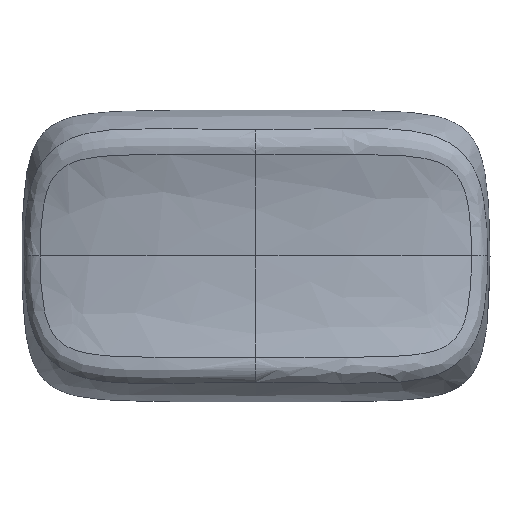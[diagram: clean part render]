
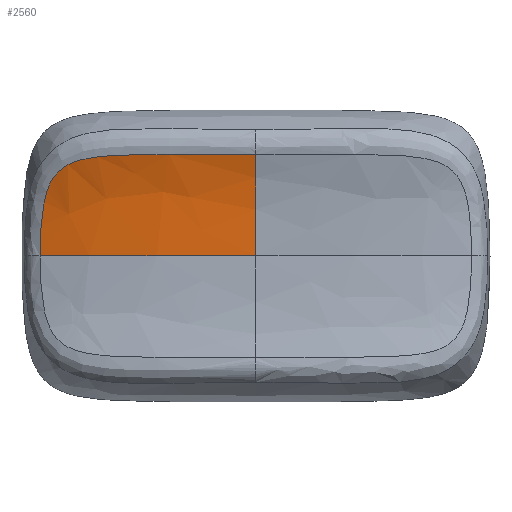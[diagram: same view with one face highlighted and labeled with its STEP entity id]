
A CAD part, top view. The second image highlights one B-rep face of the part: STEP entity #2560.
In plain terms, the highlighted free-form (B-spline) face has degree [3, 3] with [5, 6] control points.
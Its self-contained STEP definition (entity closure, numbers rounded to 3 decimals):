
#16=(
BOUNDED_CURVE()
B_SPLINE_CURVE(5,(#12843,#12844,#12845,#12846,#12847,#12848,#12849,#12850,
#12851,#12852),.UNSPECIFIED.,.F.,.F.)
B_SPLINE_CURVE_WITH_KNOTS((6,1,1,1,1,6),(0.199,0.2,0.4,0.6,
0.8,1.),.UNSPECIFIED.)
CURVE()
GEOMETRIC_REPRESENTATION_ITEM()
RATIONAL_B_SPLINE_CURVE((1.,1.,1.,1.,1.,1.,1.,1.,1.,1.))
REPRESENTATION_ITEM('')
);
#315=FACE_OUTER_BOUND('',#473,.T.);
#473=EDGE_LOOP('',(#2290,#2291,#2292));
#805=B_SPLINE_CURVE_WITH_KNOTS('',3,(#12239,#12240,#12241,#12242,#12243,
#12244,#12245,#12246,#12247,#12248,#12249,#12250,#12251,#12252,#12253,#12254,
#12255,#12256,#12257,#12258,#12259,#12260,#12261,#12262,#12263,#12264,#12265,
#12266,#12267,#12268,#12269,#12270,#12271,#12272,#12273,#12274,#12275,#12276,
#12277,#12278),.UNSPECIFIED.,.F.,.F.,(4,3,3,3,3,3,3,3,3,3,3,3,3,4),(0.,
0.234,0.351,0.41,0.469,
0.586,0.644,0.703,0.761,
0.82,0.937,1.172,1.286,1.655),
 .UNSPECIFIED.);
#825=B_SPLINE_CURVE_WITH_KNOTS('',3,(#13746,#13747,#13748,#13749,#13750,
#13751),.UNSPECIFIED.,.F.,.F.,(4,1,1,4),(0.,0.231,0.462,
0.809),.UNSPECIFIED.);
#1058=VERTEX_POINT('',#11958);
#1068=VERTEX_POINT('',#12237);
#1081=VERTEX_POINT('',#12796);
#1463=EDGE_CURVE('',#1068,#1058,#805,.T.);
#1482=EDGE_CURVE('',#1058,#1081,#16,.T.);
#1487=EDGE_CURVE('',#1081,#1068,#825,.T.);
#2290=ORIENTED_EDGE('',*,*,#1463,.F.);
#2291=ORIENTED_EDGE('',*,*,#1487,.F.);
#2292=ORIENTED_EDGE('',*,*,#1482,.F.);
#2407=B_SPLINE_SURFACE_WITH_KNOTS('',3,3,((#13716,#13717,#13718,#13719,
#13720,#13721),(#13722,#13723,#13724,#13725,#13726,#13727),(#13728,#13729,
#13730,#13731,#13732,#13733),(#13734,#13735,#13736,#13737,#13738,#13739),
(#13740,#13741,#13742,#13743,#13744,#13745)),.UNSPECIFIED.,.F.,.F.,.F.,
(4,1,4),(4,1,1,4),(0.188,0.652,1.),(0.,0.231,
0.462,0.809),.UNSPECIFIED.);
#2560=ADVANCED_FACE('',(#315),#2407,.F.);
#11958=CARTESIAN_POINT('',(0.,5.722,5.504));
#12237=CARTESIAN_POINT('',(-12.206,0.,3.684));
#12239=CARTESIAN_POINT('Ctrl Pts',(-12.206,0.,
3.684));
#12240=CARTESIAN_POINT('Ctrl Pts',(-12.206,0.761,
3.684));
#12241=CARTESIAN_POINT('Ctrl Pts',(-12.179,1.517,3.709));
#12242=CARTESIAN_POINT('Ctrl Pts',(-12.095,2.251,3.786));
#12243=CARTESIAN_POINT('Ctrl Pts',(-12.054,2.618,3.824));
#12244=CARTESIAN_POINT('Ctrl Pts',(-11.997,2.98,3.875));
#12245=CARTESIAN_POINT('Ctrl Pts',(-11.909,3.329,3.944));
#12246=CARTESIAN_POINT('Ctrl Pts',(-11.864,3.503,3.979));
#12247=CARTESIAN_POINT('Ctrl Pts',(-11.812,3.674,4.018));
#12248=CARTESIAN_POINT('Ctrl Pts',(-11.749,3.841,4.061));
#12249=CARTESIAN_POINT('Ctrl Pts',(-11.686,4.007,4.105));
#12250=CARTESIAN_POINT('Ctrl Pts',(-11.612,4.169,4.153));
#12251=CARTESIAN_POINT('Ctrl Pts',(-11.52,4.322,4.206));
#12252=CARTESIAN_POINT('Ctrl Pts',(-11.336,4.627,4.313));
#12253=CARTESIAN_POINT('Ctrl Pts',(-11.079,4.897,4.438));
#12254=CARTESIAN_POINT('Ctrl Pts',(-10.757,5.09,4.555));
#12255=CARTESIAN_POINT('Ctrl Pts',(-10.596,5.187,4.614));
#12256=CARTESIAN_POINT('Ctrl Pts',(-10.418,5.265,4.67));
#12257=CARTESIAN_POINT('Ctrl Pts',(-10.235,5.329,4.722));
#12258=CARTESIAN_POINT('Ctrl Pts',(-10.052,5.393,4.774));
#12259=CARTESIAN_POINT('Ctrl Pts',(-9.864,5.443,4.821));
#12260=CARTESIAN_POINT('Ctrl Pts',(-9.67,5.485,4.864));
#12261=CARTESIAN_POINT('Ctrl Pts',(-9.477,5.526,4.907));
#12262=CARTESIAN_POINT('Ctrl Pts',(-9.279,5.559,4.947));
#12263=CARTESIAN_POINT('Ctrl Pts',(-9.08,5.586,4.984));
#12264=CARTESIAN_POINT('Ctrl Pts',(-8.881,5.613,5.02));
#12265=CARTESIAN_POINT('Ctrl Pts',(-8.682,5.635,5.053));
#12266=CARTESIAN_POINT('Ctrl Pts',(-8.483,5.652,5.083));
#12267=CARTESIAN_POINT('Ctrl Pts',(-8.085,5.687,5.143));
#12268=CARTESIAN_POINT('Ctrl Pts',(-7.688,5.707,5.191));
#12269=CARTESIAN_POINT('Ctrl Pts',(-7.289,5.72,5.233));
#12270=CARTESIAN_POINT('Ctrl Pts',(-6.493,5.748,5.316));
#12271=CARTESIAN_POINT('Ctrl Pts',(-5.692,5.75,5.37));
#12272=CARTESIAN_POINT('Ctrl Pts',(-4.897,5.742,5.406));
#12273=CARTESIAN_POINT('Ctrl Pts',(-4.509,5.739,5.424));
#12274=CARTESIAN_POINT('Ctrl Pts',(-4.122,5.736,5.439));
#12275=CARTESIAN_POINT('Ctrl Pts',(-3.735,5.733,5.451));
#12276=CARTESIAN_POINT('Ctrl Pts',(-2.486,5.724,5.49));
#12277=CARTESIAN_POINT('Ctrl Pts',(-1.242,5.722,5.504));
#12278=CARTESIAN_POINT('Ctrl Pts',(0.,5.722,
5.504));
#12796=CARTESIAN_POINT('',(0.,0.,4.8));
#12843=CARTESIAN_POINT('Ctrl Pts',(0.,5.722,
5.504));
#12844=CARTESIAN_POINT('Ctrl Pts',(0.,5.721,
5.504));
#12845=CARTESIAN_POINT('Ctrl Pts',(0.,5.548,
5.447));
#12846=CARTESIAN_POINT('Ctrl Pts',(0.,5.189,
5.336));
#12847=CARTESIAN_POINT('Ctrl Pts',(0.,4.6,
5.179));
#12848=CARTESIAN_POINT('Ctrl Pts',(0.,3.684,
4.995));
#12849=CARTESIAN_POINT('Ctrl Pts',(0.,2.488,
4.864));
#12850=CARTESIAN_POINT('Ctrl Pts',(0.,1.352,
4.812));
#12851=CARTESIAN_POINT('Ctrl Pts',(0.,0.471,
4.8));
#12852=CARTESIAN_POINT('Ctrl Pts',(0.,0.,
4.8));
#13716=CARTESIAN_POINT('Ctrl Pts',(0.,5.767,
5.519));
#13717=CARTESIAN_POINT('Ctrl Pts',(-1.922,5.767,5.519));
#13718=CARTESIAN_POINT('Ctrl Pts',(-5.181,5.767,5.444));
#13719=CARTESIAN_POINT('Ctrl Pts',(-9.261,5.767,5.088));
#13720=CARTESIAN_POINT('Ctrl Pts',(-11.309,5.767,4.68));
#13721=CARTESIAN_POINT('Ctrl Pts',(-12.399,5.767,4.377));
#13722=CARTESIAN_POINT('Ctrl Pts',(0.,5.112,
5.298));
#13723=CARTESIAN_POINT('Ctrl Pts',(-1.919,5.112,5.298));
#13724=CARTESIAN_POINT('Ctrl Pts',(-5.17,5.112,5.223));
#13725=CARTESIAN_POINT('Ctrl Pts',(-9.232,5.112,4.869));
#13726=CARTESIAN_POINT('Ctrl Pts',(-11.263,5.112,4.463));
#13727=CARTESIAN_POINT('Ctrl Pts',(-12.339,5.112,4.164));
#13728=CARTESIAN_POINT('Ctrl Pts',(0.,3.777,
4.947));
#13729=CARTESIAN_POINT('Ctrl Pts',(-1.914,3.777,4.947));
#13730=CARTESIAN_POINT('Ctrl Pts',(-5.154,3.777,4.872));
#13731=CARTESIAN_POINT('Ctrl Pts',(-9.185,3.777,4.52));
#13732=CARTESIAN_POINT('Ctrl Pts',(-11.189,3.777,4.119));
#13733=CARTESIAN_POINT('Ctrl Pts',(-12.245,3.777,3.826));
#13734=CARTESIAN_POINT('Ctrl Pts',(0.,1.366,4.8));
#13735=CARTESIAN_POINT('Ctrl Pts',(-1.912,1.366,4.8));
#13736=CARTESIAN_POINT('Ctrl Pts',(-5.148,1.366,4.725));
#13737=CARTESIAN_POINT('Ctrl Pts',(-9.166,1.366,4.374));
#13738=CARTESIAN_POINT('Ctrl Pts',(-11.158,1.366,3.975));
#13739=CARTESIAN_POINT('Ctrl Pts',(-12.206,1.366,3.684));
#13740=CARTESIAN_POINT('Ctrl Pts',(0.,0.,4.8));
#13741=CARTESIAN_POINT('Ctrl Pts',(-1.912,0.,
4.8));
#13742=CARTESIAN_POINT('Ctrl Pts',(-5.148,0.,
4.725));
#13743=CARTESIAN_POINT('Ctrl Pts',(-9.166,0.,
4.374));
#13744=CARTESIAN_POINT('Ctrl Pts',(-11.157,0.,
3.975));
#13745=CARTESIAN_POINT('Ctrl Pts',(-12.206,0.,
3.684));
#13746=CARTESIAN_POINT('Ctrl Pts',(0.,0.,4.8));
#13747=CARTESIAN_POINT('Ctrl Pts',(-1.912,0.,
4.8));
#13748=CARTESIAN_POINT('Ctrl Pts',(-5.148,0.,
4.725));
#13749=CARTESIAN_POINT('Ctrl Pts',(-9.166,0.,
4.374));
#13750=CARTESIAN_POINT('Ctrl Pts',(-11.157,0.,
3.975));
#13751=CARTESIAN_POINT('Ctrl Pts',(-12.206,0.,
3.684));
